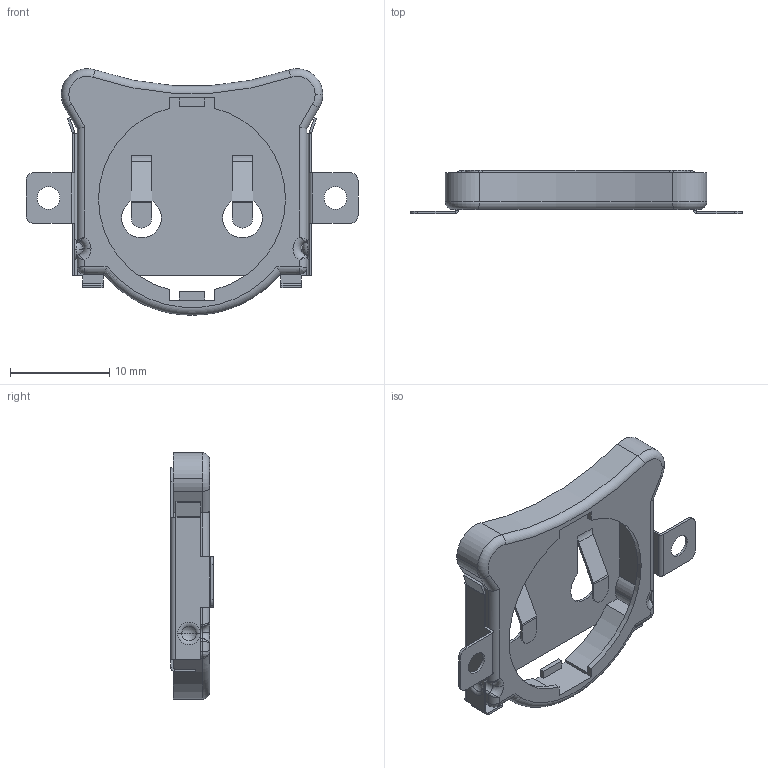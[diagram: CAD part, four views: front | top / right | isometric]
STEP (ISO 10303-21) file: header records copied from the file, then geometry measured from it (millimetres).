
FILE_DESCRIPTION (( 'STEP AP214' ), '1' );
FILE_NAME ('BHX1-2032-SM.STEP', '2019-10-10T09:29:54', ( '' ), ( '' ), 'SwSTEP 2.0', 'SolidWorks 2017', '' );
FILE_SCHEMA (( 'AUTOMOTIVE_DESIGN' ));
Length unit declared in the file: inch
Products named in the file (3): BHX1-2032-SM insulator; BHX1-2032-SM; BHX1-2032-SM sheetmetal
Assembly tree (2 placements, depth 2):
  BHX1-2032-SM
    BHX1-2032-SM sheetmetal
    BHX1-2032-SM insulator
Bounding box: 33.4 x 4.32 x 24.8 mm (x, y, z)
Volume: 669.4 mm3; surface area: 2281.3 mm2
Topology: 2 solids, 2 shells, 241 faces, 587 edges, 348 vertices
Faces by surface type: plane 135, cylinder 76, torus 16, sphere 8, bspline 6
Entity records: 7251 total; most frequent: CARTESIAN_POINT 1485, DIRECTION 1209, ORIENTED_EDGE 1162, EDGE_CURVE 581, AXIS2_PLACEMENT_3D 420, VECTOR 369, LINE 369, VERTEX_POINT 348
